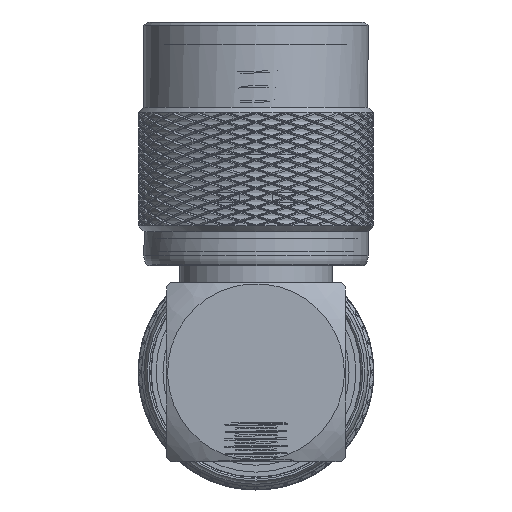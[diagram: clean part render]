
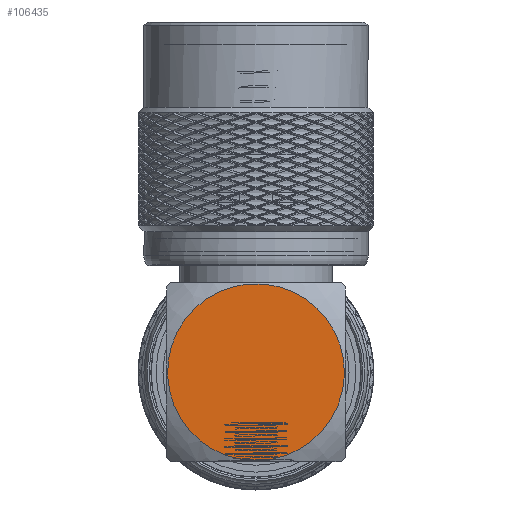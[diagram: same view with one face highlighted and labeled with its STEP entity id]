
A CAD part, front view. The second image highlights one B-rep face of the part: STEP entity #106435.
In plain terms, the highlighted planar face has unit normal (0, -1, 0).
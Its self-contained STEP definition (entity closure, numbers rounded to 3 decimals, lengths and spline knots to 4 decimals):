
#15641=PLANE('',#111347);
#15902=ORIENTED_EDGE('',*,*,#40433,.F.);
#40433=EDGE_CURVE('',#52700,#52700,#60199,.T.);
#52700=VERTEX_POINT('',#118344);
#60199=CIRCLE('',#111348,5.442);
#60761=EDGE_LOOP('',(#15902));
#65797=FACE_BOUND('',#60761,.T.);
#106435=ADVANCED_FACE('',(#65797),#15641,.F.);
#111347=AXIS2_PLACEMENT_3D('',#118342,#113504,#113505);
#111348=AXIS2_PLACEMENT_3D('',#118343,#113506,#113507);
#113504=DIRECTION('',(0.,1.,0.));
#113505=DIRECTION('',(0.,0.,-1.));
#113506=DIRECTION('',(0.,1.,0.));
#113507=DIRECTION('',(0.,0.,-1.));
#118342=CARTESIAN_POINT('',(0.,-146.7,0.));
#118343=CARTESIAN_POINT('',(0.,-146.7,0.));
#118344=CARTESIAN_POINT('',(0.,-146.7,-5.442));
